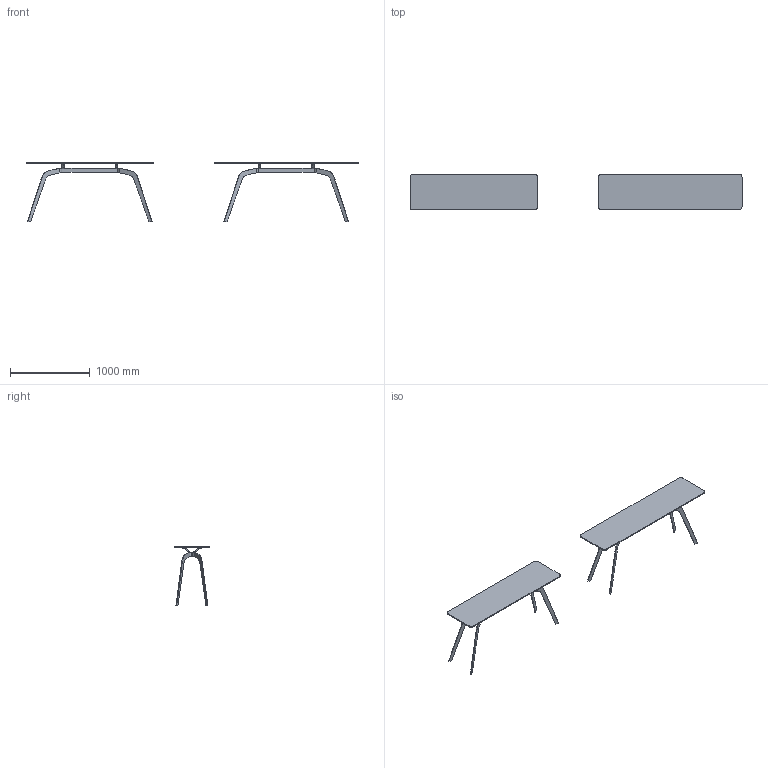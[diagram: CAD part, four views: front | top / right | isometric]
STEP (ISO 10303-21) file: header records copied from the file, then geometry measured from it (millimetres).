
FILE_DESCRIPTION(/* description */ (''),/* implementation_level */ '2;1');
FILE_NAME(/* name */ 'LUNAR_~1',/* time_stamp */ '2019-05-27T17:25:22+02:00',/* author */ (''),/* organization */ (''),/* preprocessor_version */ 'ST-DEVELOPER v16.5',/* originating_system */ '',/* authorisation */ '');
FILE_SCHEMA (('CONFIG_CONTROL_DESIGN'));
Length unit declared in the file: millimetre
Products named in the file (1): Document
Bounding box: 4165.48 x 450 x 747.05 mm (x, y, z)
Volume: 23570155.1 mm3; surface area: 4293645 mm2
Topology: 12 solids, 12 shells, 384 faces, 864 edges, 504 vertices
Faces by surface type: bspline 208, plane 176
Entity records: 16596 total; most frequent: CARTESIAN_POINT 10802, ORIENTED_EDGE 1728, EDGE_CURVE 864, B_SPLINE_CURVE_WITH_KNOTS 752, VERTEX_POINT 504, ADVANCED_FACE 384, FACE_OUTER_BOUND 384, EDGE_LOOP 384
